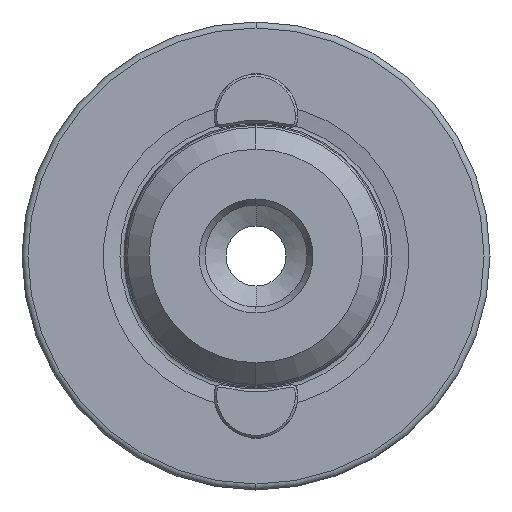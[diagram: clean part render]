
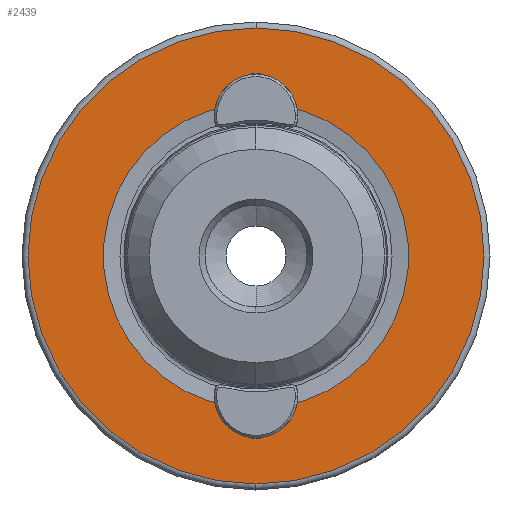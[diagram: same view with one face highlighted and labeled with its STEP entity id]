
A CAD part, left-side view. The second image highlights one B-rep face of the part: STEP entity #2439.
In plain terms, the highlighted planar face has unit normal (-1, 0, 0).
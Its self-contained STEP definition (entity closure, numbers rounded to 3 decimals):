
#9 = DIRECTION ( 'NONE',  ( 0., 0., 1. ) ) ;
#54 = CIRCLE ( 'NONE', #2923, 2. ) ;
#56 = VERTEX_POINT ( 'NONE', #2232 ) ;
#58 = DIRECTION ( 'NONE',  ( -1., 0., 0. ) ) ;
#104 = CIRCLE ( 'NONE', #3027, 12.715 ) ;
#117 = CIRCLE ( 'NONE', #2955, 2. ) ;
#128 = CARTESIAN_POINT ( 'NONE',  ( 0., 0., 19. ) ) ;
#345 = CARTESIAN_POINT ( 'NONE',  ( 0., 1.899, -12.572 ) ) ;
#437 = DIRECTION ( 'NONE',  ( 0., 0., 1. ) ) ;
#439 = CIRCLE ( 'NONE', #3494, 2. ) ;
#455 = DIRECTION ( 'NONE',  ( -1., 0., 0. ) ) ;
#468 = CARTESIAN_POINT ( 'NONE',  ( 0., 0., 13.2 ) ) ;
#484 = ORIENTED_EDGE ( 'NONE', *, *, #3489, .F. ) ;
#517 = EDGE_CURVE ( 'NONE', #5197, #3136, #5113, .T. ) ;
#609 = EDGE_CURVE ( 'NONE', #56, #2444, #5120, .T. ) ;
#878 = ORIENTED_EDGE ( 'NONE', *, *, #3797, .T. ) ;
#937 = ORIENTED_EDGE ( 'NONE', *, *, #609, .F. ) ;
#1022 = ORIENTED_EDGE ( 'NONE', *, *, #517, .T. ) ;
#1187 = CARTESIAN_POINT ( 'NONE',  ( 0., 0., 15.2 ) ) ;
#1280 = VERTEX_POINT ( 'NONE', #1187 ) ;
#1293 = DIRECTION ( 'NONE',  ( -1., 0., 0. ) ) ;
#1307 = CARTESIAN_POINT ( 'NONE',  ( 0., 0., 0. ) ) ;
#1367 = VERTEX_POINT ( 'NONE', #345 ) ;
#1431 = VERTEX_POINT ( 'NONE', #5117 ) ;
#1627 = AXIS2_PLACEMENT_3D ( 'NONE', #2758, #2443, #2893 ) ;
#1837 = EDGE_LOOP ( 'NONE', ( #2348, #5154, #484, #937, #2581, #2795 ) ) ;
#1964 = DIRECTION ( 'NONE',  ( 0., 0., 1. ) ) ;
#1998 = DIRECTION ( 'NONE',  ( -1., 0., 0. ) ) ;
#2016 = CARTESIAN_POINT ( 'NONE',  ( 0., 0., -13.2 ) ) ;
#2080 = AXIS2_PLACEMENT_3D ( 'NONE', #2016, #1998, #1964 ) ;
#2232 = CARTESIAN_POINT ( 'NONE',  ( 0., -1.899, -12.572 ) ) ;
#2348 = ORIENTED_EDGE ( 'NONE', *, *, #3659, .F. ) ;
#2439 = ADVANCED_FACE ( 'NONE', ( #3837, #3779 ), #2461, .F. ) ;
#2443 = DIRECTION ( 'NONE',  ( 1., 0., 0. ) ) ;
#2444 = VERTEX_POINT ( 'NONE', #2991 ) ;
#2461 = PLANE ( 'NONE',  #1627 ) ;
#2581 = ORIENTED_EDGE ( 'NONE', *, *, #4075, .F. ) ;
#2663 = AXIS2_PLACEMENT_3D ( 'NONE', #4499, #4479, #4443 ) ;
#2758 = CARTESIAN_POINT ( 'NONE',  ( 0., 0., -12.715 ) ) ;
#2795 = ORIENTED_EDGE ( 'NONE', *, *, #3721, .F. ) ;
#2893 = DIRECTION ( 'NONE',  ( 0., 0., -1. ) ) ;
#2923 = AXIS2_PLACEMENT_3D ( 'NONE', #4922, #4908, #4903 ) ;
#2955 = AXIS2_PLACEMENT_3D ( 'NONE', #5128, #5088, #5013 ) ;
#2991 = CARTESIAN_POINT ( 'NONE',  ( 0., -1.899, 12.572 ) ) ;
#3027 = AXIS2_PLACEMENT_3D ( 'NONE', #1307, #1293, #9 ) ;
#3136 = VERTEX_POINT ( 'NONE', #4333 ) ;
#3186 = VERTEX_POINT ( 'NONE', #3725 ) ;
#3489 = EDGE_CURVE ( 'NONE', #2444, #1280, #439, .T. ) ;
#3494 = AXIS2_PLACEMENT_3D ( 'NONE', #468, #455, #437 ) ;
#3659 = EDGE_CURVE ( 'NONE', #3186, #1367, #104, .T. ) ;
#3682 = EDGE_LOOP ( 'NONE', ( #1022, #878 ) ) ;
#3694 = EDGE_CURVE ( 'NONE', #1280, #3186, #117, .T. ) ;
#3721 = EDGE_CURVE ( 'NONE', #1367, #1431, #54, .T. ) ;
#3725 = CARTESIAN_POINT ( 'NONE',  ( 0., 1.899, 12.572 ) ) ;
#3779 = FACE_OUTER_BOUND ( 'NONE', #3682, .T. ) ;
#3797 = EDGE_CURVE ( 'NONE', #3136, #5197, #5079, .T. ) ;
#3837 = FACE_BOUND ( 'NONE', #1837, .T. ) ;
#3985 = DIRECTION ( 'NONE',  ( 0., 0., 1. ) ) ;
#3994 = CARTESIAN_POINT ( 'NONE',  ( 0., 0., 0. ) ) ;
#4075 = EDGE_CURVE ( 'NONE', #1431, #56, #4872, .T. ) ;
#4122 = CARTESIAN_POINT ( 'NONE',  ( 0., 0., 0. ) ) ;
#4158 = DIRECTION ( 'NONE',  ( 0., 0., 1. ) ) ;
#4333 = CARTESIAN_POINT ( 'NONE',  ( 0., 0., -19. ) ) ;
#4443 = DIRECTION ( 'NONE',  ( 0., 0., 1. ) ) ;
#4479 = DIRECTION ( 'NONE',  ( -1., 0., 0. ) ) ;
#4499 = CARTESIAN_POINT ( 'NONE',  ( 0., 0., 0. ) ) ;
#4561 = DIRECTION ( 'NONE',  ( -1., 0., 0. ) ) ;
#4662 = AXIS2_PLACEMENT_3D ( 'NONE', #3994, #58, #3985 ) ;
#4848 = AXIS2_PLACEMENT_3D ( 'NONE', #4122, #4561, #4158 ) ;
#4872 = CIRCLE ( 'NONE', #2080, 2. ) ;
#4903 = DIRECTION ( 'NONE',  ( 0., 0., 1. ) ) ;
#4908 = DIRECTION ( 'NONE',  ( -1., 0., 0. ) ) ;
#4922 = CARTESIAN_POINT ( 'NONE',  ( 0., 0., -13.2 ) ) ;
#5013 = DIRECTION ( 'NONE',  ( 0., 0., 1. ) ) ;
#5079 = CIRCLE ( 'NONE', #2663, 19. ) ;
#5088 = DIRECTION ( 'NONE',  ( -1., 0., 0. ) ) ;
#5113 = CIRCLE ( 'NONE', #4848, 19. ) ;
#5117 = CARTESIAN_POINT ( 'NONE',  ( 0., 0., -15.2 ) ) ;
#5120 = CIRCLE ( 'NONE', #4662, 12.715 ) ;
#5128 = CARTESIAN_POINT ( 'NONE',  ( 0., 0., 13.2 ) ) ;
#5154 = ORIENTED_EDGE ( 'NONE', *, *, #3694, .F. ) ;
#5197 = VERTEX_POINT ( 'NONE', #128 ) ;
